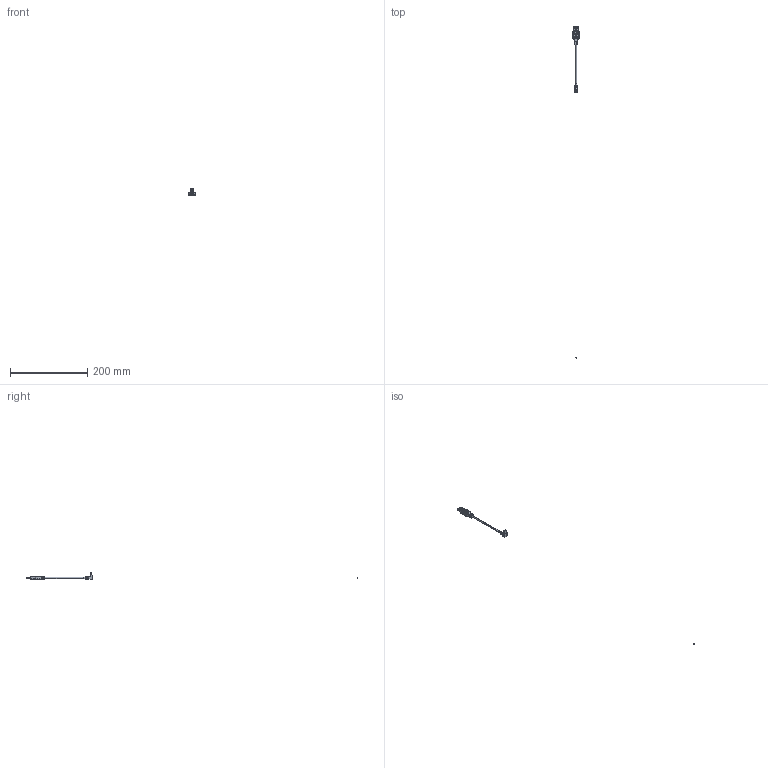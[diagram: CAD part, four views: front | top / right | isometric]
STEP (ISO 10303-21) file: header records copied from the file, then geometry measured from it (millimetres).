
FILE_DESCRIPTION((''),'2;1');
FILE_NAME('J02220114_ASM_ASM','2020-05-05T',('Administrator'),(''),'PRO/ENGINEER BY PARAMETRIC TECHNOLOGY CORPORATION, 2008380','PRO/ENGINEER BY PARAMETRIC TECHNOLOGY CORPORATION, 2008380','');
FILE_SCHEMA(('CONFIG_CONTROL_DESIGN'));
Length unit declared in the file: millimetre
Products named in the file (9): USB_AM_TO_BM_1_4; MANIFOLD_SOLID_BREP_1385_1; MANIFOLD_SOLID_BREP_1386_1; MANIFOLD_SOLID_BREP_1387_1; MANIFOLD_SOLID_BREP_1388_1; ABC19D82769VBOC_ASM_1_ASM; M2-D04-554_ASM_1_ASM; J02220114_ASM_1_ASM; J02220114_ASM_ASM
Assembly tree (8 placements, depth 5):
  J02220114_ASM_ASM
    J02220114_ASM_1_ASM
      USB_AM_TO_BM_1_4
      M2-D04-554_ASM_1_ASM
        ABC19D82769VBOC_ASM_1_ASM
          MANIFOLD_SOLID_BREP_1385_1
          MANIFOLD_SOLID_BREP_1386_1
          MANIFOLD_SOLID_BREP_1387_1
          MANIFOLD_SOLID_BREP_1388_1
Bounding box: 15.8 x 859.7 x 18.98 mm (x, y, z)
Volume: 89.6 mm3
Topology: 1 solids, 55 shells, 1760 faces, 5434 edges, 3587 vertices
Faces by surface type: plane 1055, cylinder 530, extrusion 57, cone 39, torus 26, sphere 24, revolution 19, bspline 10
Full cylindrical faces by diameter (mm): 1 x1
Entity records: 64144 total; most frequent: CARTESIAN_POINT 17663, ORIENTED_EDGE 10156, DIRECTION 8517, EDGE_CURVE 5408, VERTEX_POINT 3587, VECTOR 3272, LINE 3215, AXIS2_PLACEMENT_3D 2613
